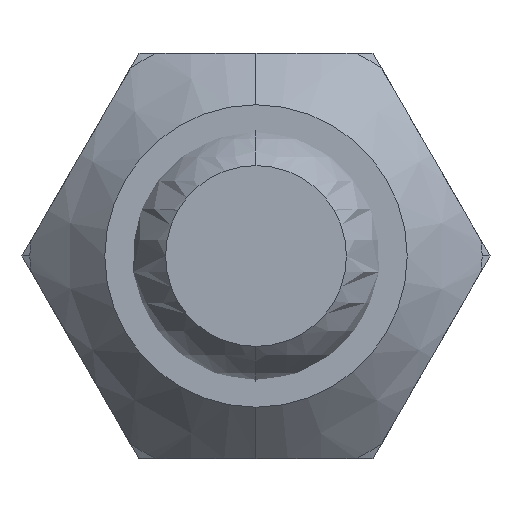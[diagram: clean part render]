
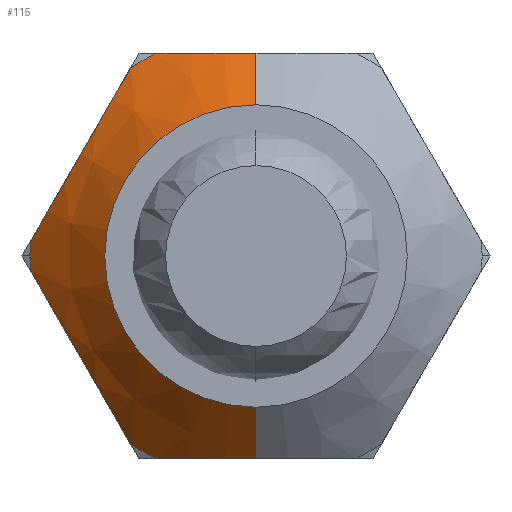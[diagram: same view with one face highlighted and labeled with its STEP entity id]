
A CAD part, left-side view. The second image highlights one B-rep face of the part: STEP entity #115.
In plain terms, the highlighted conical face has half-angle 45 degrees and reference radius 9.2 mm.
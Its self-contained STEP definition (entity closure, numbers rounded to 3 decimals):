
#115=ADVANCED_FACE('',(#271),#272,.T.);
#271=FACE_OUTER_BOUND('',#482,.T.);
#272=CONICAL_SURFACE('',#483,9.2,0.785);
#482=EDGE_LOOP('',(#707,#708,#709,#710,#711,#712,#713,#714,#715,#716,#717,#718));
#483=AXIS2_PLACEMENT_3D('',#719,#720,#721);
#707=ORIENTED_EDGE('',*,*,#1241,.F.);
#708=ORIENTED_EDGE('',*,*,#1242,.T.);
#709=ORIENTED_EDGE('',*,*,#1243,.T.);
#710=ORIENTED_EDGE('',*,*,#1244,.T.);
#711=ORIENTED_EDGE('',*,*,#1245,.T.);
#712=ORIENTED_EDGE('',*,*,#1246,.T.);
#713=ORIENTED_EDGE('',*,*,#1247,.T.);
#714=ORIENTED_EDGE('',*,*,#1248,.T.);
#715=ORIENTED_EDGE('',*,*,#1249,.T.);
#716=ORIENTED_EDGE('',*,*,#1250,.F.);
#717=ORIENTED_EDGE('',*,*,#1251,.T.);
#718=ORIENTED_EDGE('',*,*,#1216,.T.);
#719=CARTESIAN_POINT('',(-4.35,0.,0.));
#720=DIRECTION('',(1.0,0.,0.));
#721=DIRECTION('',(0.0,0.,1.0));
#1216=EDGE_CURVE('',#1426,#1432,#1434,.T.);
#1241=EDGE_CURVE('',#1475,#1432,#1476,.T.);
#1242=EDGE_CURVE('',#1475,#1477,#1478,.T.);
#1243=EDGE_CURVE('',#1477,#1479,#1480,.T.);
#1244=EDGE_CURVE('',#1479,#1481,#1482,.T.);
#1245=EDGE_CURVE('',#1481,#1483,#1484,.T.);
#1246=EDGE_CURVE('',#1483,#1485,#1486,.T.);
#1247=EDGE_CURVE('',#1485,#1487,#1488,.T.);
#1248=EDGE_CURVE('',#1487,#1489,#1490,.T.);
#1249=EDGE_CURVE('',#1489,#1491,#1492,.T.);
#1250=EDGE_CURVE('',#1493,#1491,#1494,.T.);
#1251=EDGE_CURVE('',#1493,#1426,#1495,.T.);
#1426=VERTEX_POINT('',#1733);
#1432=VERTEX_POINT('',#1741);
#1434=CIRCLE('',#1743,4.85);
#1475=VERTEX_POINT('',#1792);
#1476=LINE('',#1793,#1794);
#1477=VERTEX_POINT('',#1795);
#1478=(B_SPLINE_CURVE(2,(#1797,#1798,#1799),.UNSPECIFIED.,.F.,.F.)B_SPLINE_CURVE_WITH_KNOTS((3,3),(0.0,27.645),.UNSPECIFIED.)RATIONAL_B_SPLINE_CURVE((1.0,2.085,1.0))BOUNDED_CURVE()REPRESENTATION_ITEM('')GEOMETRIC_REPRESENTATION_ITEM()CURVE());
#1479=VERTEX_POINT('',#1806);
#1480=CIRCLE('',#1807,7.25);
#1481=VERTEX_POINT('',#1808);
#1482=(B_SPLINE_CURVE(2,(#1810,#1811,#1812),.UNSPECIFIED.,.F.,.F.)B_SPLINE_CURVE_WITH_KNOTS((3,3),(0.0,26.0),.UNSPECIFIED.)RATIONAL_B_SPLINE_CURVE((1.0,2.0,1.0))BOUNDED_CURVE()REPRESENTATION_ITEM('')GEOMETRIC_REPRESENTATION_ITEM()CURVE());
#1483=VERTEX_POINT('',#1819);
#1484=CIRCLE('',#1820,7.25);
#1485=VERTEX_POINT('',#1821);
#1486=CIRCLE('',#1822,7.25);
#1487=VERTEX_POINT('',#1823);
#1488=(B_SPLINE_CURVE(2,(#1825,#1826,#1827),.UNSPECIFIED.,.F.,.F.)B_SPLINE_CURVE_WITH_KNOTS((3,3),(0.0,27.645),.UNSPECIFIED.)RATIONAL_B_SPLINE_CURVE((1.0,2.085,1.0))BOUNDED_CURVE()REPRESENTATION_ITEM('')GEOMETRIC_REPRESENTATION_ITEM()CURVE());
#1489=VERTEX_POINT('',#1834);
#1490=CIRCLE('',#1835,7.25);
#1491=VERTEX_POINT('',#1836);
#1492=(B_SPLINE_CURVE(2,(#1838,#1839,#1840),.UNSPECIFIED.,.F.,.F.)B_SPLINE_CURVE_WITH_KNOTS((3,3),(0.0,27.645),.UNSPECIFIED.)RATIONAL_B_SPLINE_CURVE((1.0,2.085,1.0))BOUNDED_CURVE()REPRESENTATION_ITEM('')GEOMETRIC_REPRESENTATION_ITEM()CURVE());
#1493=VERTEX_POINT('',#1847);
#1494=LINE('',#1848,#1849);
#1495=CIRCLE('',#1850,4.85);
#1733=CARTESIAN_POINT('',(-8.7,4.85,0.));
#1741=CARTESIAN_POINT('',(-8.7,0.,4.85));
#1743=AXIS2_PLACEMENT_3D('',#2430,#2431,#2432);
#1792=CARTESIAN_POINT('',(-7.05,0.,6.5));
#1793=CARTESIAN_POINT('',(-4.35,0.,9.2));
#1794=VECTOR('',#2474,1.0);
#1795=CARTESIAN_POINT('',(-6.3,3.211,6.5));
#1797=CARTESIAN_POINT('',(0.,-11.889,6.5));
#1798=CARTESIAN_POINT('',(-10.432,0.,6.5));
#1799=CARTESIAN_POINT('',(0.,11.889,6.5));
#1806=CARTESIAN_POINT('',(-6.3,4.024,6.031));
#1807=AXIS2_PLACEMENT_3D('',#2475,#2476,#2477);
#1808=CARTESIAN_POINT('',(-6.3,7.235,0.469));
#1810=CARTESIAN_POINT('',(-0.55,0.,13.0));
#1811=CARTESIAN_POINT('',(-10.3,5.629,3.25));
#1812=CARTESIAN_POINT('',(-0.55,11.258,-6.5));
#1819=CARTESIAN_POINT('',(-6.3,7.25,0.));
#1820=AXIS2_PLACEMENT_3D('',#2478,#2479,#2480);
#1821=CARTESIAN_POINT('',(-6.3,7.235,-0.469));
#1822=AXIS2_PLACEMENT_3D('',#2481,#2482,#2483);
#1823=CARTESIAN_POINT('',(-6.3,4.024,-6.031));
#1825=CARTESIAN_POINT('',(0.,11.574,7.046));
#1826=CARTESIAN_POINT('',(-10.432,5.629,-3.25));
#1827=CARTESIAN_POINT('',(0.,-0.315,-13.546));
#1834=CARTESIAN_POINT('',(-6.3,3.211,-6.5));
#1835=AXIS2_PLACEMENT_3D('',#2484,#2485,#2486);
#1836=CARTESIAN_POINT('',(-7.05,0.,-6.5));
#1838=CARTESIAN_POINT('',(0.,11.889,-6.5));
#1839=CARTESIAN_POINT('',(-10.432,0.,-6.5));
#1840=CARTESIAN_POINT('',(0.,-11.889,-6.5));
#1847=CARTESIAN_POINT('',(-8.7,0.,-4.85));
#1848=CARTESIAN_POINT('',(-4.35,0.,-9.2));
#1849=VECTOR('',#2487,1.0);
#1850=AXIS2_PLACEMENT_3D('',#2488,#2489,#2490);
#2430=CARTESIAN_POINT('',(-8.7,0.0,0.0));
#2431=DIRECTION('',(1.0,0.0,0.0));
#2432=DIRECTION('',(0.0,1.0,0.));
#2474=DIRECTION('',(-0.707,0.,-0.707));
#2475=CARTESIAN_POINT('',(-6.3,0.,0.0));
#2476=DIRECTION('',(-1.0,0.,0.0));
#2477=DIRECTION('',(0.,-1.0,0.0));
#2478=CARTESIAN_POINT('',(-6.3,0.,0.0));
#2479=DIRECTION('',(-1.0,0.,0.0));
#2480=DIRECTION('',(0.,-1.0,0.0));
#2481=CARTESIAN_POINT('',(-6.3,0.,0.0));
#2482=DIRECTION('',(-1.0,0.,0.0));
#2483=DIRECTION('',(0.,-1.0,0.0));
#2484=CARTESIAN_POINT('',(-6.3,0.,0.0));
#2485=DIRECTION('',(-1.0,0.,0.0));
#2486=DIRECTION('',(0.,-1.0,0.0));
#2487=DIRECTION('',(0.707,0.,-0.707));
#2488=CARTESIAN_POINT('',(-8.7,0.0,0.0));
#2489=DIRECTION('',(1.0,0.0,0.0));
#2490=DIRECTION('',(0.0,1.0,0.));
